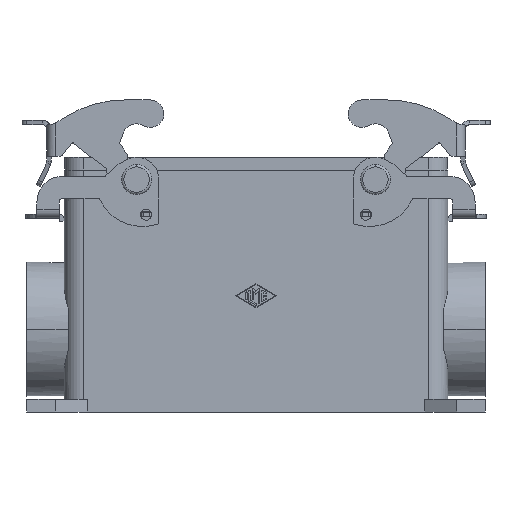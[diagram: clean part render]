
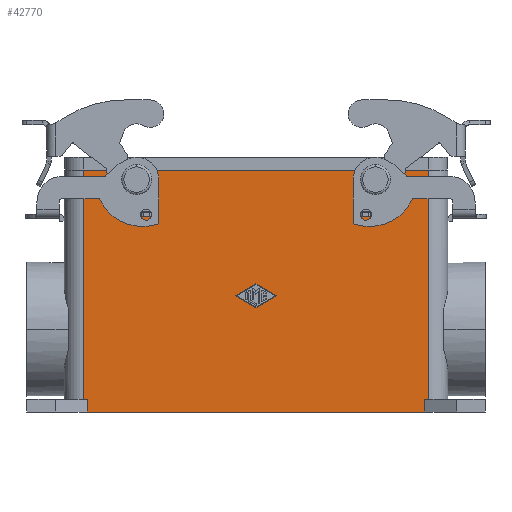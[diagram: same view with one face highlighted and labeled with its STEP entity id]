
A CAD part, front view. The second image highlights one B-rep face of the part: STEP entity #42770.
In plain terms, the highlighted planar face has unit normal (0, -1, 0).
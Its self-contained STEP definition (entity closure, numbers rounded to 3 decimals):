
#11280=CARTESIAN_POINT('',(0.,-22.25,1.5)
);
#11290=VERTEX_POINT('',#11280);
#11340=CARTESIAN_POINT('',(0.,-22.25,0.));
#11350=DIRECTION('',(0.,1.,0.));
#11360=DIRECTION('',(0.,0.,1.));
#11370=AXIS2_PLACEMENT_3D('',#11340,#11350,#11360);
#11380=CIRCLE('',#11370,1.5);
#11390=CARTESIAN_POINT('',(0.,-22.25,
-1.5));
#11400=VERTEX_POINT('',#11390);
#11410=EDGE_CURVE('',#11290,#11400,#11380,.T.);
#16090=CARTESIAN_POINT('',(-75.,-22.25,1.5));
#16100=VERTEX_POINT('',#16090);
#16150=CARTESIAN_POINT('',(-75.,-22.25,0.));
#16160=DIRECTION('',(0.,1.,0.));
#16170=DIRECTION('',(0.,0.,1.));
#16180=AXIS2_PLACEMENT_3D('',#16150,#16160,#16170);
#16190=CIRCLE('',#16180,1.5);
#16200=CARTESIAN_POINT('',(-75.,-22.25,-1.5));
#16210=VERTEX_POINT('',#16200);
#16220=EDGE_CURVE('',#16100,#16210,#16190,.T.);
#34190=CARTESIAN_POINT('',(-37.5,-22.25,-40.249));
#34200=VERTEX_POINT('',#34190);
#34250=CARTESIAN_POINT('',(-37.5,-22.25,-40.249));
#34260=DIRECTION('',(-0.866,0.,0.5));
#34270=VECTOR('',#34260,7.504);
#34280=LINE('',#34250,#34270);
#34290=CARTESIAN_POINT('',(-44.,-22.25,-36.5));
#34300=VERTEX_POINT('',#34290);
#34310=EDGE_CURVE('',#34200,#34300,#34280,.T.);
#34590=CARTESIAN_POINT('',(-31.,-22.25,-36.5));
#34600=VERTEX_POINT('',#34590);
#34650=CARTESIAN_POINT('',(-31.,-22.25,-36.5));
#34660=DIRECTION('',(-0.866,0.,-0.5));
#34670=VECTOR('',#34660,7.504);
#34680=LINE('',#34650,#34670);
#34690=EDGE_CURVE('',#34600,#34200,#34680,.T.);
#34900=CARTESIAN_POINT('',(-37.5,-22.25,-32.751));
#34910=VERTEX_POINT('',#34900);
#34960=CARTESIAN_POINT('',(-37.5,-22.25,-32.751));
#34970=DIRECTION('',(0.866,0.,-0.5));
#34980=VECTOR('',#34970,7.504);
#34990=LINE('',#34960,#34980);
#35000=EDGE_CURVE('',#34910,#34600,#34990,.T.);
#35180=CARTESIAN_POINT('',(-44.,-22.25,-36.5));
#35190=DIRECTION('',(0.866,0.,0.5));
#35200=VECTOR('',#35190,7.504);
#35210=LINE('',#35180,#35200);
#35220=EDGE_CURVE('',#34300,#34910,#35210,.T.);
#41900=CARTESIAN_POINT('',(15.5,-22.25,-73.));
#41910=DIRECTION('',(0.,-1.,0.));
#41920=DIRECTION('',(0.,0.,-1.));
#41930=AXIS2_PLACEMENT_3D('',#41900,#41910,#41920);
#41940=PLANE('',#41930);
#41950=CARTESIAN_POINT('',(-90.5,-22.25,-69.));
#41960=DIRECTION('',(-1.,0.,0.));
#41970=VECTOR('',#41960,1.25);
#41980=LINE('',#41950,#41970);
#41990=CARTESIAN_POINT('',(-90.5,-22.25,-69.));
#42000=VERTEX_POINT('',#41990);
#42010=CARTESIAN_POINT('',(-91.75,-22.25,-69.));
#42020=VERTEX_POINT('',#42010);
#42030=EDGE_CURVE('',#42000,#42020,#41980,.T.);
#42040=ORIENTED_EDGE('',*,*,#42030,.F.);
#42050=CARTESIAN_POINT('',(-91.75,-22.25,-69.));
#42060=DIRECTION('',(0.,0.,1.));
#42070=VECTOR('',#42060,72.);
#42080=LINE('',#42050,#42070);
#42090=CARTESIAN_POINT('',(-91.75,-22.25,3.));
#42100=VERTEX_POINT('',#42090);
#42110=EDGE_CURVE('',#42020,#42100,#42080,.T.);
#42120=ORIENTED_EDGE('',*,*,#42110,.F.);
#42130=CARTESIAN_POINT('',(16.75,-22.25,3.));
#42140=DIRECTION('',(-1.,0.,0.));
#42150=VECTOR('',#42140,108.5);
#42160=LINE('',#42130,#42150);
#42170=CARTESIAN_POINT('',(16.75,-22.25,3.));
#42180=VERTEX_POINT('',#42170);
#42190=EDGE_CURVE('',#42180,#42100,#42160,.T.);
#42200=ORIENTED_EDGE('',*,*,#42190,.T.);
#42210=CARTESIAN_POINT('',(16.75,-22.25,-69.));
#42220=DIRECTION('',(0.,0.,1.));
#42230=VECTOR('',#42220,72.);
#42240=LINE('',#42210,#42230);
#42250=CARTESIAN_POINT('',(16.75,-22.25,-69.));
#42260=VERTEX_POINT('',#42250);
#42270=EDGE_CURVE('',#42260,#42180,#42240,.T.);
#42280=ORIENTED_EDGE('',*,*,#42270,.T.);
#42290=CARTESIAN_POINT('',(16.75,-22.25,-69.));
#42300=DIRECTION('',(-1.,0.,0.));
#42310=VECTOR('',#42300,1.25);
#42320=LINE('',#42290,#42310);
#42330=CARTESIAN_POINT('',(15.5,-22.25,-69.));
#42340=VERTEX_POINT('',#42330);
#42350=EDGE_CURVE('',#42260,#42340,#42320,.T.);
#42360=ORIENTED_EDGE('',*,*,#42350,.F.);
#42370=CARTESIAN_POINT('',(15.5,-22.25,-73.));
#42380=DIRECTION('',(0.,0.,1.));
#42390=VECTOR('',#42380,4.);
#42400=LINE('',#42370,#42390);
#42410=CARTESIAN_POINT('',(15.5,-22.25,-73.));
#42420=VERTEX_POINT('',#42410);
#42430=EDGE_CURVE('',#42420,#42340,#42400,.T.);
#42440=ORIENTED_EDGE('',*,*,#42430,.T.);
#42450=CARTESIAN_POINT('',(15.5,-22.25,-73.));
#42460=DIRECTION('',(-1.,0.,0.));
#42470=VECTOR('',#42460,106.);
#42480=LINE('',#42450,#42470);
#42490=CARTESIAN_POINT('',(-90.5,-22.25,-73.));
#42500=VERTEX_POINT('',#42490);
#42510=EDGE_CURVE('',#42420,#42500,#42480,.T.);
#42520=ORIENTED_EDGE('',*,*,#42510,.F.);
#42530=CARTESIAN_POINT('',(-90.5,-22.25,-73.));
#42540=DIRECTION('',(0.,0.,1.));
#42550=VECTOR('',#42540,4.);
#42560=LINE('',#42530,#42550);
#42570=EDGE_CURVE('',#42500,#42000,#42560,.T.);
#42580=ORIENTED_EDGE('',*,*,#42570,.F.);
#42590=EDGE_LOOP('',(#42580,#42520,#42440,#42360,#42280,#42200,#42120,
#42040));
#42600=FACE_OUTER_BOUND('',#42590,.T.);
#42610=EDGE_CURVE('',#11400,#11290,#11380,.T.);
#42620=ORIENTED_EDGE('',*,*,#42610,.T.);
#42630=ORIENTED_EDGE('',*,*,#11410,.T.);
#42640=EDGE_LOOP('',(#42630,#42620));
#42650=FACE_BOUND('',#42640,.T.);
#42660=EDGE_CURVE('',#16210,#16100,#16190,.T.);
#42670=ORIENTED_EDGE('',*,*,#42660,.T.);
#42680=ORIENTED_EDGE('',*,*,#16220,.T.);
#42690=EDGE_LOOP('',(#42680,#42670));
#42700=FACE_BOUND('',#42690,.T.);
#42710=ORIENTED_EDGE('',*,*,#34690,.T.);
#42720=ORIENTED_EDGE('',*,*,#35000,.T.);
#42730=ORIENTED_EDGE('',*,*,#35220,.T.);
#42740=ORIENTED_EDGE('',*,*,#34310,.T.);
#42750=EDGE_LOOP('',(#42740,#42730,#42720,#42710));
#42760=FACE_BOUND('',#42750,.T.);
#42770=ADVANCED_FACE('',(#42600,#42650,#42700,#42760),#41940,.T.);
